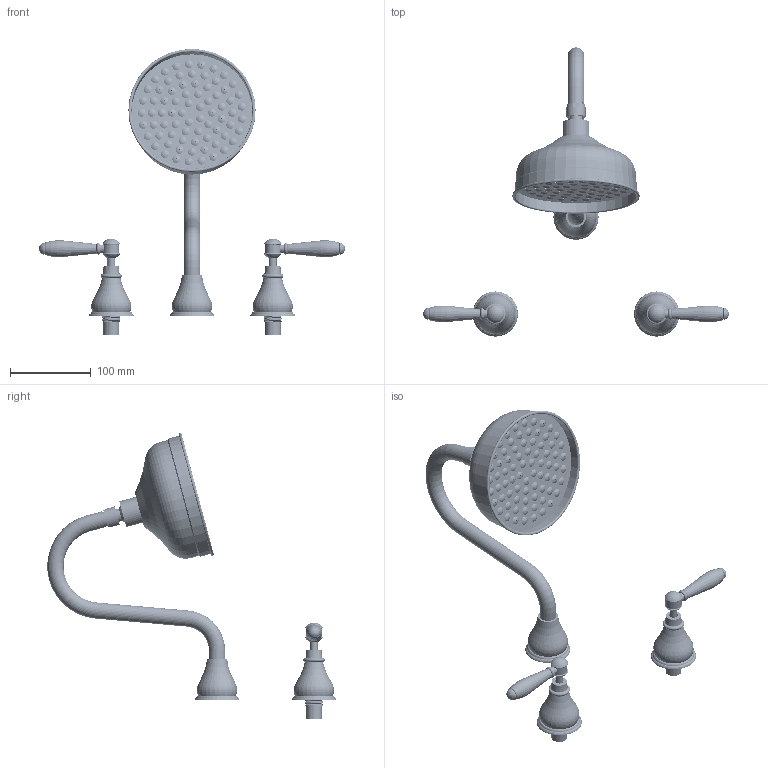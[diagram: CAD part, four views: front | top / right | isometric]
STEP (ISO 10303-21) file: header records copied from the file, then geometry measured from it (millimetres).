
FILE_DESCRIPTION (( 'STEP AP203' ), '1' );
FILE_NAME ('MV1090LCHP.STEP', '2020-02-27T02:28:54', ( 'Windows 蚚誧' ), ( '' ), 'SwSTEP 2.0', 'SolidWorks 2019', '' );
FILE_SCHEMA (( 'CONFIG_CONTROL_DESIGN' ));
Length unit declared in the file: millimetre
Products named in the file (26): Х宒S倰邀唌堤阨奪; 175忒梟蟀諉裝; 110快开插齿G58阀芯（30.5阀盖）; 韁宒150階驗; S型墙式淋浴出水管（焊接）; MV邧參珨趼忒謫釱; MV插齿陶瓷一字手轮; MV1090LCHP; G12堤阨簽ㄗ20奪ㄘ; M16x1 20奪爾諉芛; 辦羲30.5坶踡蹟譫; 7x1.5 O型圈; MV双把入墙钟罩; MVХ宒邀唌奪釱; 5-8辦羲概郋-110酗; 韁宒6渡階驗郪; S倰邀唌堤阨奪; MV邧參醱髓笘欶釱; 囀鞠褒潑芛蹟佪M5x12 (G12090G00); 175枎棟忒梟裝; 175忒梟裝簽; 175忒梟裝芛; 28.5X22.5X1.5綻祧菜え; MV1070LCHP
Assembly tree (38 placements, depth 4):
  MV1090LCHP
    MV1070LCHP
      110快开插齿G58阀芯（30.5阀盖）
        5-8辦羲概郋-110酗
        辦羲30.5坶踡蹟譫
        28.5X22.5X1.5綻祧菜え
      110快开插齿G58阀芯（30.5阀盖）
        5-8辦羲概郋-110酗
        辦羲30.5坶踡蹟譫
        28.5X22.5X1.5綻祧菜え
      MV双把入墙钟罩  x2
      MV邧參醱髓笘欶釱  x2
      MV插齿陶瓷一字手轮
        MV邧參珨趼忒謫釱
        囀鞠褒潑芛蹟佪M5x12 (G12090G00)
        175忒梟裝芛
        175忒梟蟀諉裝
        175枎棟忒梟裝
        175忒梟裝簽
        7x1.5 O型圈
      MV插齿陶瓷一字手轮
        MV邧參珨趼忒謫釱
        囀鞠褒潑芛蹟佪M5x12 (G12090G00)
        175忒梟裝芛
        175忒梟蟀諉裝
        175枎棟忒梟裝
        175忒梟裝簽
        7x1.5 O型圈
    Х宒S倰邀唌堤阨奪
      MVХ宒邀唌奪釱
      MV邧參醱髓笘欶釱
      S型墙式淋浴出水管（焊接）
        S倰邀唌堤阨奪
        G12堤阨簽ㄗ20奪ㄘ
        M16x1 20奪爾諉芛
    韁宒6渡階驗郪
      韁宒150階驗
Bounding box: 379 x 357.95 x 354.35 mm (x, y, z)
Volume: 971614.8 mm3; surface area: 226867.8 mm2
Topology: 30 solids, 30 shells, 1938 faces, 4966 edges, 3218 vertices
Faces by surface type: cylinder 881, plane 452, cone 197, torus 190, bspline 116, sphere 102
Entity records: 71597 total; most frequent: CARTESIAN_POINT 39545, ORIENTED_EDGE 6298, DIRECTION 6101, EDGE_CURVE 3149, AXIS2_PLACEMENT_3D 2601, VERTEX_POINT 2038, EDGE_LOOP 1401, CIRCLE 1355
